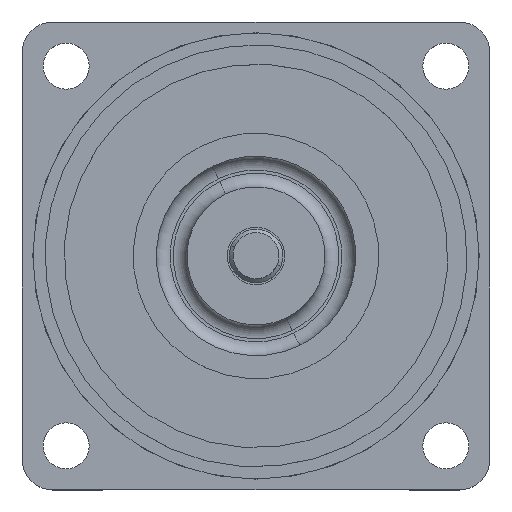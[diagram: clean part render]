
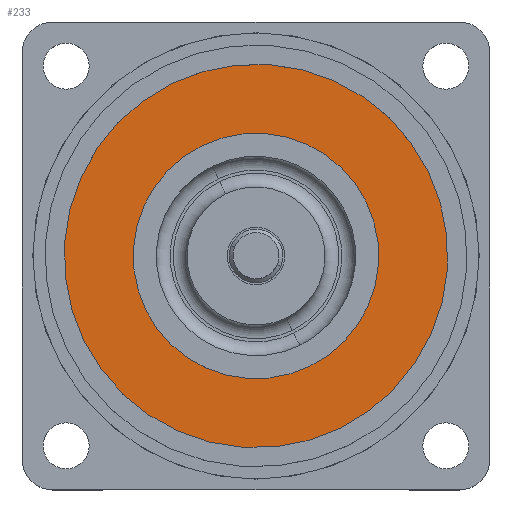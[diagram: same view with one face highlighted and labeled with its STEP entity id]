
A CAD part, top view. The second image highlights one B-rep face of the part: STEP entity #233.
In plain terms, the highlighted planar face has unit normal (0, 0, 1).
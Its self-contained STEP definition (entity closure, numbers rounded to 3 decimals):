
#40 = EDGE_CURVE ( 'NONE', #2021, #240, #1614, .T. ) ;
#168 = DIRECTION ( 'NONE',  ( 0., 0., 1. ) ) ;
#233 = ADVANCED_FACE ( 'NONE', ( #1825, #1641 ), #1562, .F. ) ;
#240 = VERTEX_POINT ( 'NONE', #1244 ) ;
#242 = CARTESIAN_POINT ( 'NONE',  ( 12.292, -21.425, 36.798 ) ) ;
#314 = DIRECTION ( 'NONE',  ( 0., 0., 1. ) ) ;
#396 = AXIS2_PLACEMENT_3D ( 'NONE', #789, #1503, #2242 ) ;
#424 = VERTEX_POINT ( 'NONE', #722 ) ;
#427 = CIRCLE ( 'NONE', #396, 25. ) ;
#570 = EDGE_LOOP ( 'NONE', ( #2000, #2012 ) ) ;
#589 = EDGE_CURVE ( 'NONE', #424, #975, #427, .T. ) ;
#722 = CARTESIAN_POINT ( 'NONE',  ( -5.727, 15.403, 36.798 ) ) ;
#789 = CARTESIAN_POINT ( 'NONE',  ( 5.26, -7.053, 36.798 ) ) ;
#840 = AXIS2_PLACEMENT_3D ( 'NONE', #1551, #314, #1040 ) ;
#873 = EDGE_CURVE ( 'NONE', #975, #424, #1506, .T. ) ;
#884 = CIRCLE ( 'NONE', #840, 16. ) ;
#902 = DIRECTION ( 'NONE',  ( 0.439, -0.898, 0. ) ) ;
#907 = EDGE_LOOP ( 'NONE', ( #2123, #2145 ) ) ;
#975 = VERTEX_POINT ( 'NONE', #1543 ) ;
#1040 = DIRECTION ( 'NONE',  ( 0.439, -0.898, 0. ) ) ;
#1138 = AXIS2_PLACEMENT_3D ( 'NONE', #1453, #1371, #1256 ) ;
#1222 = DIRECTION ( 'NONE',  ( 0.439, -0.898, 0. ) ) ;
#1234 = DIRECTION ( 'NONE',  ( 0., 0., 1. ) ) ;
#1244 = CARTESIAN_POINT ( 'NONE',  ( -1.772, 7.319, 36.798 ) ) ;
#1247 = CARTESIAN_POINT ( 'NONE',  ( 5.26, -7.053, 36.798 ) ) ;
#1256 = DIRECTION ( 'NONE',  ( -0.439, 0.898, 0. ) ) ;
#1301 = AXIS2_PLACEMENT_3D ( 'NONE', #1804, #168, #902 ) ;
#1371 = DIRECTION ( 'NONE',  ( 0., 0., -1. ) ) ;
#1453 = CARTESIAN_POINT ( 'NONE',  ( 5.26, -7.053, 36.798 ) ) ;
#1503 = DIRECTION ( 'NONE',  ( 0., 0., 1. ) ) ;
#1506 = CIRCLE ( 'NONE', #1301, 25. ) ;
#1543 = CARTESIAN_POINT ( 'NONE',  ( 16.247, -29.509, 36.798 ) ) ;
#1551 = CARTESIAN_POINT ( 'NONE',  ( 5.26, -7.053, 36.798 ) ) ;
#1562 = PLANE ( 'NONE',  #1138 ) ;
#1573 = EDGE_CURVE ( 'NONE', #240, #2021, #884, .T. ) ;
#1610 = AXIS2_PLACEMENT_3D ( 'NONE', #1247, #1234, #1222 ) ;
#1614 = CIRCLE ( 'NONE', #1610, 16. ) ;
#1641 = FACE_OUTER_BOUND ( 'NONE', #907, .T. ) ;
#1804 = CARTESIAN_POINT ( 'NONE',  ( 5.26, -7.053, 36.798 ) ) ;
#1825 = FACE_BOUND ( 'NONE', #570, .T. ) ;
#2000 = ORIENTED_EDGE ( 'NONE', *, *, #40, .F. ) ;
#2012 = ORIENTED_EDGE ( 'NONE', *, *, #1573, .F. ) ;
#2021 = VERTEX_POINT ( 'NONE', #242 ) ;
#2123 = ORIENTED_EDGE ( 'NONE', *, *, #873, .T. ) ;
#2145 = ORIENTED_EDGE ( 'NONE', *, *, #589, .T. ) ;
#2242 = DIRECTION ( 'NONE',  ( 0.439, -0.898, 0. ) ) ;
